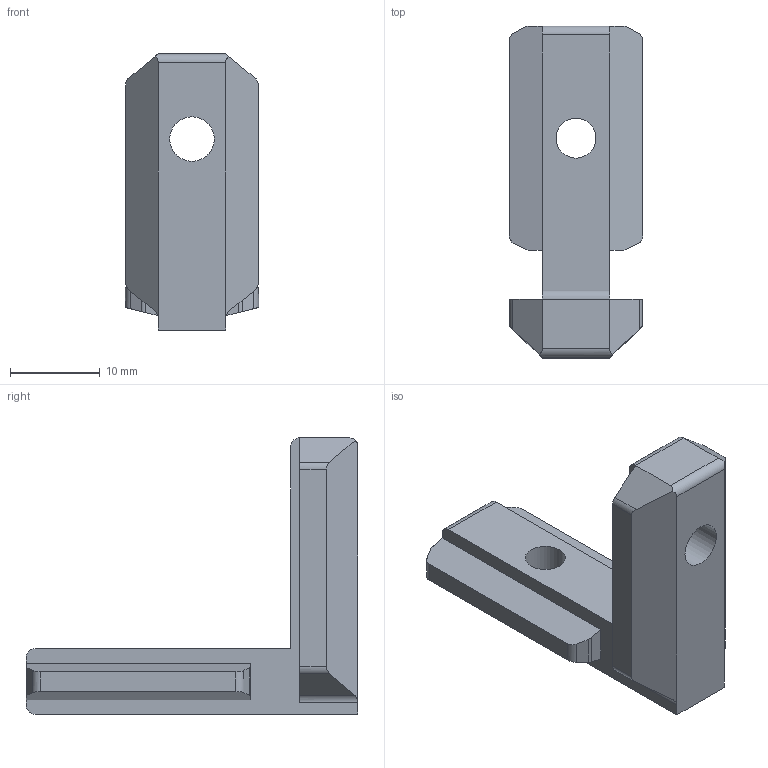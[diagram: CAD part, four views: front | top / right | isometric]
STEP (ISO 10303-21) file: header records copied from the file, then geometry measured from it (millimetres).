
FILE_DESCRIPTION(/* description */ (''),/* implementation_level */ '2;1');
FILE_NAME(/* name */ 'L Slot Corner Aluminium Profile 3030.stp',/* time_stamp */ '2025-10-17T14:19:56+07:00',/* author */ ('Hp'),/* organization */ (''),/* preprocessor_version */ 'ST-DEVELOPER v20',/* originating_system */ 'Autodesk Inventor 2024',/* authorisation */ '');
FILE_SCHEMA (('AUTOMOTIVE_DESIGN { 1 0 10303 214 3 1 1 }'));
Length unit declared in the file: millimetre
Products named in the file (1): L Slot Corner Aluminium Profile 2020
Bounding box: 14.85 x 37 x 30.8 mm (x, y, z)
Volume: 4560.1 mm3; surface area: 2662.5 mm2
Topology: 1 solids, 1 shells, 50 faces, 138 edges, 90 vertices
Faces by surface type: plane 30, cylinder 20
Full cylindrical faces by diameter (mm): 4.459 x1, 4.959 x1
Entity records: 1647 total; most frequent: DIRECTION 282, CARTESIAN_POINT 279, ORIENTED_EDGE 276, EDGE_CURVE 138, LINE 96, VECTOR 96, AXIS2_PLACEMENT_3D 93, VERTEX_POINT 90
